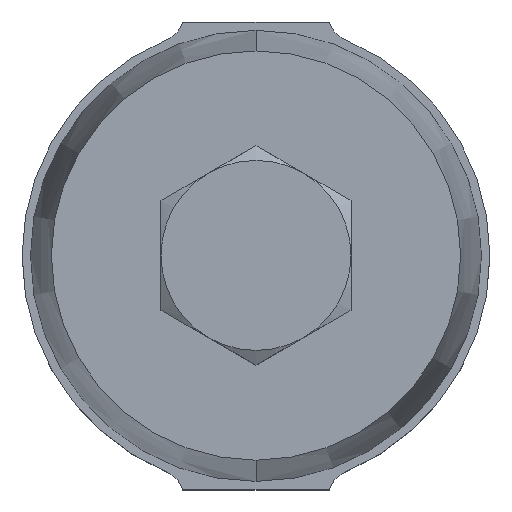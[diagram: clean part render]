
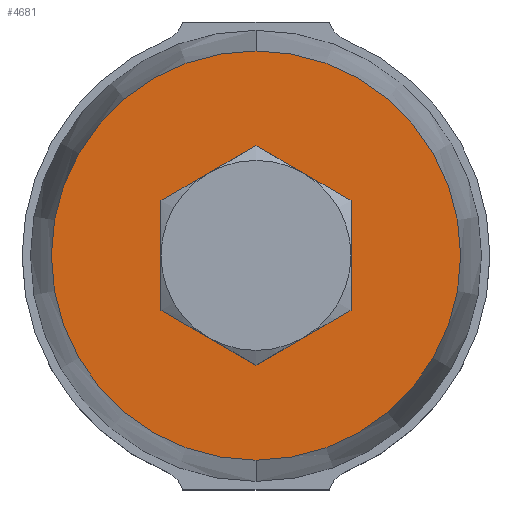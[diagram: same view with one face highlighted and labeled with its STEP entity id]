
A CAD part, top view. The second image highlights one B-rep face of the part: STEP entity #4681.
In plain terms, the highlighted planar face has unit normal (0, 0, 1).
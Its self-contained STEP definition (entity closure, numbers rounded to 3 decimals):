
#321 = CARTESIAN_POINT ( 'NONE',  ( 0., 0., 17.5 ) ) ;
#1084 = DIRECTION ( 'NONE',  ( -1., 0., 0. ) ) ;
#1196 = DIRECTION ( 'NONE',  ( -1., 0., 0. ) ) ;
#1449 = EDGE_CURVE ( 'NONE', #7546, #3636, #8448, .T. ) ;
#1482 = FACE_OUTER_BOUND ( 'NONE', #2610, .T. ) ;
#1817 = DIRECTION ( 'NONE',  ( 0., -1., 0. ) ) ;
#1854 = EDGE_CURVE ( 'NONE', #2596, #4039, #9001, .T. ) ;
#1924 = EDGE_CURVE ( 'NONE', #3636, #7546, #2332, .T. ) ;
#1993 = CARTESIAN_POINT ( 'NONE',  ( 6.3, 0., 17.5 ) ) ;
#2080 = ORIENTED_EDGE ( 'NONE', *, *, #5907, .T. ) ;
#2332 = CIRCLE ( 'NONE', #6988, 6.3 ) ;
#2421 = ORIENTED_EDGE ( 'NONE', *, *, #1854, .T. ) ;
#2472 = DIRECTION ( 'NONE',  ( 0., 0., 1. ) ) ;
#2596 = VERTEX_POINT ( 'NONE', #3569 ) ;
#2610 = EDGE_LOOP ( 'NONE', ( #2080, #2421 ) ) ;
#3138 = CARTESIAN_POINT ( 'NONE',  ( 0., 0., 17.5 ) ) ;
#3203 = ORIENTED_EDGE ( 'NONE', *, *, #1924, .F. ) ;
#3205 = EDGE_LOOP ( 'NONE', ( #3203, #5166 ) ) ;
#3569 = CARTESIAN_POINT ( 'NONE',  ( 0., -14., 17.5 ) ) ;
#3636 = VERTEX_POINT ( 'NONE', #8249 ) ;
#3649 = PLANE ( 'NONE',  #4802 ) ;
#3883 = AXIS2_PLACEMENT_3D ( 'NONE', #321, #2472, #1084 ) ;
#3957 = DIRECTION ( 'NONE',  ( 0., -1., 0. ) ) ;
#4039 = VERTEX_POINT ( 'NONE', #4630 ) ;
#4630 = CARTESIAN_POINT ( 'NONE',  ( 0., 14., 17.5 ) ) ;
#4681 = ADVANCED_FACE ( 'NONE', ( #7409, #1482 ), #3649, .F. ) ;
#4802 = AXIS2_PLACEMENT_3D ( 'NONE', #5630, #5690, #8439 ) ;
#5089 = AXIS2_PLACEMENT_3D ( 'NONE', #3138, #8023, #1817 ) ;
#5166 = ORIENTED_EDGE ( 'NONE', *, *, #1449, .F. ) ;
#5278 = CARTESIAN_POINT ( 'NONE',  ( 0., 0., 17.5 ) ) ;
#5587 = AXIS2_PLACEMENT_3D ( 'NONE', #5278, #5946, #3957 ) ;
#5630 = CARTESIAN_POINT ( 'NONE',  ( 0., 14., 17.5 ) ) ;
#5690 = DIRECTION ( 'NONE',  ( 0., 0., -1. ) ) ;
#5907 = EDGE_CURVE ( 'NONE', #4039, #2596, #7402, .T. ) ;
#5946 = DIRECTION ( 'NONE',  ( 0., 0., 1. ) ) ;
#6988 = AXIS2_PLACEMENT_3D ( 'NONE', #7503, #8901, #1196 ) ;
#7402 = CIRCLE ( 'NONE', #5089, 14. ) ;
#7409 = FACE_BOUND ( 'NONE', #3205, .T. ) ;
#7503 = CARTESIAN_POINT ( 'NONE',  ( 0., 0., 17.5 ) ) ;
#7546 = VERTEX_POINT ( 'NONE', #1993 ) ;
#8023 = DIRECTION ( 'NONE',  ( 0., 0., 1. ) ) ;
#8249 = CARTESIAN_POINT ( 'NONE',  ( -6.3, 0., 17.5 ) ) ;
#8439 = DIRECTION ( 'NONE',  ( 0., 1., 0. ) ) ;
#8448 = CIRCLE ( 'NONE', #3883, 6.3 ) ;
#8901 = DIRECTION ( 'NONE',  ( 0., 0., 1. ) ) ;
#9001 = CIRCLE ( 'NONE', #5587, 14. ) ;
